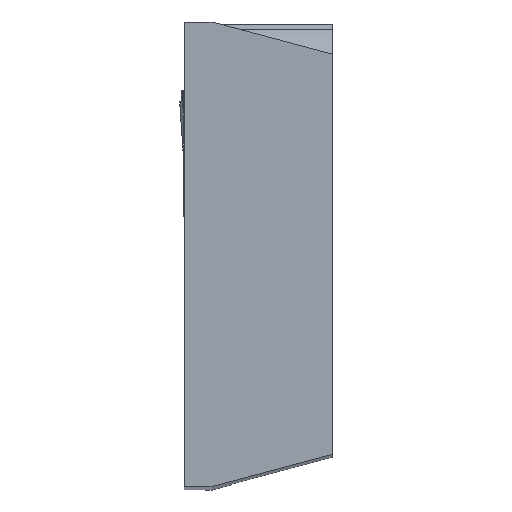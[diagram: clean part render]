
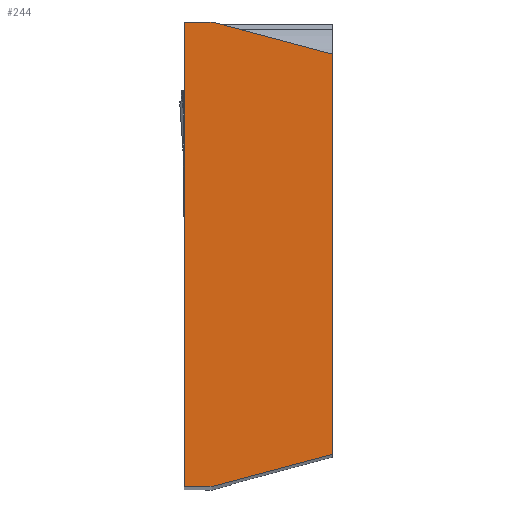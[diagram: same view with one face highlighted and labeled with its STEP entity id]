
A CAD part, top view. The second image highlights one B-rep face of the part: STEP entity #244.
In plain terms, the highlighted planar face has unit normal (0, 0, 1).
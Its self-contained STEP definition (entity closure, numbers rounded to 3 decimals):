
#244=ADVANCED_FACE('CU_SU_BACK',(#369),#329,.F.);
#329=PLANE('',#1885);
#369=FACE_OUTER_BOUND('',#455,.T.);
#455=EDGE_LOOP('',(#622,#623,#624,#625,#626,#627));
#622=ORIENTED_EDGE('',*,*,#1258,.F.);
#623=ORIENTED_EDGE('',*,*,#1242,.F.);
#624=ORIENTED_EDGE('',*,*,#1260,.T.);
#625=ORIENTED_EDGE('',*,*,#1211,.T.);
#626=ORIENTED_EDGE('',*,*,#1249,.F.);
#627=ORIENTED_EDGE('',*,*,#1261,.F.);
#1051=VERTEX_POINT('',#2535);
#1052=VERTEX_POINT('',#2537);
#1081=VERTEX_POINT('',#2608);
#1082=VERTEX_POINT('',#2610);
#1087=VERTEX_POINT('',#2622);
#1094=VERTEX_POINT('',#2641);
#1211=EDGE_CURVE('',#1052,#1051,#1451,.T.);
#1242=EDGE_CURVE('',#1081,#1082,#1468,.T.);
#1249=EDGE_CURVE('',#1087,#1051,#1474,.T.);
#1258=EDGE_CURVE('',#1082,#1094,#1481,.T.);
#1260=EDGE_CURVE('',#1081,#1052,#1483,.T.);
#1261=EDGE_CURVE('',#1094,#1087,#1484,.T.);
#1451=LINE('',#2536,#1590);
#1468=LINE('',#2609,#1607);
#1474=LINE('',#2623,#1613);
#1481=LINE('',#2640,#1620);
#1483=LINE('',#2644,#1622);
#1484=LINE('',#2645,#1623);
#1590=VECTOR('',#2044,1.);
#1607=VECTOR('',#2089,1.);
#1613=VECTOR('',#2099,1.);
#1620=VECTOR('',#2114,1.);
#1622=VECTOR('',#2118,1.);
#1623=VECTOR('',#2119,1.);
#1885=AXIS2_PLACEMENT_3D('',#2646,#2120,#2121);
#2044=DIRECTION('',(0.966,0.259,0.));
#2089=DIRECTION('',(0.,1.,0.));
#2099=DIRECTION('',(0.,-1.,0.));
#2114=DIRECTION('',(1.,0.,0.));
#2118=DIRECTION('',(1.,0.,0.));
#2119=DIRECTION('',(0.966,-0.259,0.));
#2120=DIRECTION('',(0.,0.,-1.));
#2121=DIRECTION('',(-1.,0.,0.));
#2535=CARTESIAN_POINT('',(8.,2.144,0.));
#2536=CARTESIAN_POINT('',(1.5,0.402,0.));
#2537=CARTESIAN_POINT('',(1.5,0.402,0.));
#2608=CARTESIAN_POINT('',(0.,0.402,0.));
#2609=CARTESIAN_POINT('',(0.,-8.,0.));
#2610=CARTESIAN_POINT('',(0.,25.498,0.));
#2622=CARTESIAN_POINT('',(8.,23.756,0.));
#2623=CARTESIAN_POINT('',(8.,33.9,0.));
#2640=CARTESIAN_POINT('',(0.,25.498,0.));
#2641=CARTESIAN_POINT('',(1.5,25.498,0.));
#2644=CARTESIAN_POINT('',(0.,0.402,0.));
#2645=CARTESIAN_POINT('',(1.5,25.498,0.));
#2646=CARTESIAN_POINT('',(0.,0.,0.));
